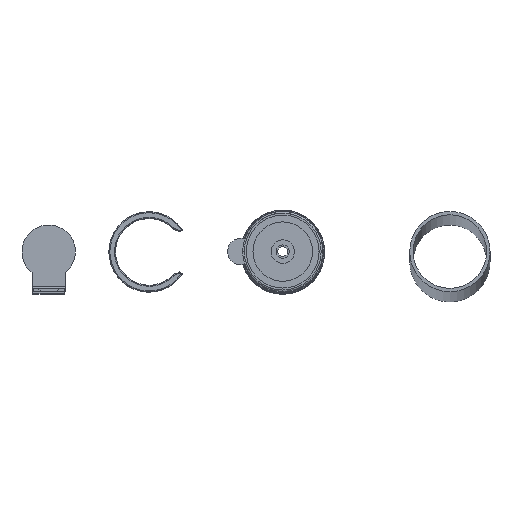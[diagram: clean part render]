
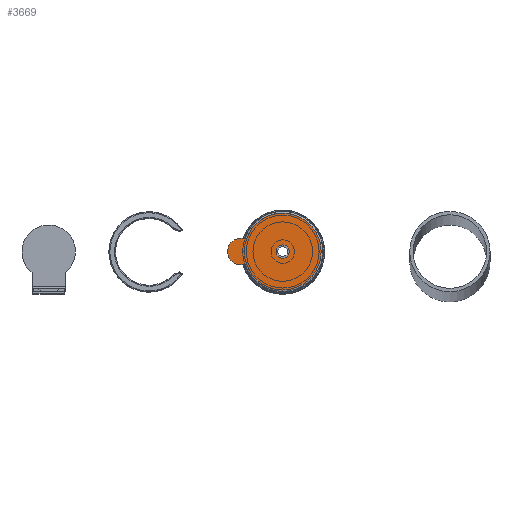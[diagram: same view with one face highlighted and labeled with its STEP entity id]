
A CAD part, top view. The second image highlights one B-rep face of the part: STEP entity #3669.
In plain terms, the highlighted face is planar.
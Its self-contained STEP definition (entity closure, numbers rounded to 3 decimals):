
#115 = ORIENTED_EDGE ( 'NONE', *, *, #1722, .F. ) ;
#170 = AXIS2_PLACEMENT_3D ( 'NONE', #3280, #253, #174 ) ;
#174 = DIRECTION ( 'NONE',  ( 1., 0., 0. ) ) ;
#253 = DIRECTION ( 'NONE',  ( 0., 0., 1. ) ) ;
#346 = EDGE_CURVE ( 'NONE', #567, #2100, #5159, .T. ) ;
#394 = CARTESIAN_POINT ( 'NONE',  ( 4., -10.782, 0. ) ) ;
#503 = VERTEX_POINT ( 'NONE', #856 ) ;
#567 = VERTEX_POINT ( 'NONE', #833 ) ;
#574 = CARTESIAN_POINT ( 'NONE',  ( 4., -12.5, 0. ) ) ;
#665 = CARTESIAN_POINT ( 'NONE',  ( 0., -12.5, 0. ) ) ;
#833 = CARTESIAN_POINT ( 'NONE',  ( -4., -12.5, 0. ) ) ;
#840 = CARTESIAN_POINT ( 'NONE',  ( 11.5, 0., 0. ) ) ;
#856 = CARTESIAN_POINT ( 'NONE',  ( -2., 0., 0. ) ) ;
#874 = ORIENTED_EDGE ( 'NONE', *, *, #2615, .T. ) ;
#890 = AXIS2_PLACEMENT_3D ( 'NONE', #3351, #3435, #4658 ) ;
#999 = DIRECTION ( 'NONE',  ( 1., 0., 0. ) ) ;
#1061 = EDGE_LOOP ( 'NONE', ( #1954, #874 ) ) ;
#1062 = LINE ( 'NONE', #2821, #1079 ) ;
#1079 = VECTOR ( 'NONE', #3702, 1000. ) ;
#1091 = CIRCLE ( 'NONE', #2129, 11.5 ) ;
#1353 = FACE_BOUND ( 'NONE', #1061, .T. ) ;
#1453 = CARTESIAN_POINT ( 'NONE',  ( 0., 0., 0. ) ) ;
#1526 = CARTESIAN_POINT ( 'NONE',  ( -11.5, 0., 0. ) ) ;
#1561 = CARTESIAN_POINT ( 'NONE',  ( 0., 0., 0. ) ) ;
#1722 = EDGE_CURVE ( 'NONE', #2100, #5361, #1062, .T. ) ;
#1734 = VERTEX_POINT ( 'NONE', #5568 ) ;
#1776 = CARTESIAN_POINT ( 'NONE',  ( -4., -10.782, 0. ) ) ;
#1902 = ORIENTED_EDGE ( 'NONE', *, *, #4014, .F. ) ;
#1936 = CIRCLE ( 'NONE', #170, 11.5 ) ;
#1954 = ORIENTED_EDGE ( 'NONE', *, *, #5494, .T. ) ;
#2100 = VERTEX_POINT ( 'NONE', #574 ) ;
#2105 = ORIENTED_EDGE ( 'NONE', *, *, #3303, .F. ) ;
#2129 = AXIS2_PLACEMENT_3D ( 'NONE', #1561, #2955, #2445 ) ;
#2308 = ORIENTED_EDGE ( 'NONE', *, *, #346, .F. ) ;
#2342 = ORIENTED_EDGE ( 'NONE', *, *, #2994, .F. ) ;
#2445 = DIRECTION ( 'NONE',  ( 1., 0., 0. ) ) ;
#2615 = EDGE_CURVE ( 'NONE', #3537, #503, #5422, .T. ) ;
#2668 = AXIS2_PLACEMENT_3D ( 'NONE', #1453, #3713, #4569 ) ;
#2821 = CARTESIAN_POINT ( 'NONE',  ( 4., -10.782, 0. ) ) ;
#2853 = EDGE_LOOP ( 'NONE', ( #5561, #115, #2308, #2342, #2105, #1902 ) ) ;
#2898 = DIRECTION ( 'NONE',  ( 1., 0., 0. ) ) ;
#2899 = VERTEX_POINT ( 'NONE', #840 ) ;
#2905 = DIRECTION ( 'NONE',  ( 0., 0., 1. ) ) ;
#2955 = DIRECTION ( 'NONE',  ( 0., 0., 1. ) ) ;
#2994 = EDGE_CURVE ( 'NONE', #1734, #567, #5635, .T. ) ;
#3113 = DIRECTION ( 'NONE',  ( 0., 0., 1. ) ) ;
#3280 = CARTESIAN_POINT ( 'NONE',  ( 0., 0., 0. ) ) ;
#3303 = EDGE_CURVE ( 'NONE', #4018, #1734, #1091, .T. ) ;
#3351 = CARTESIAN_POINT ( 'NONE',  ( 0., 0., 0. ) ) ;
#3422 = AXIS2_PLACEMENT_3D ( 'NONE', #5014, #4164, #2898 ) ;
#3435 = DIRECTION ( 'NONE',  ( 0., 0., 1. ) ) ;
#3439 = EDGE_CURVE ( 'NONE', #5361, #2899, #1936, .T. ) ;
#3537 = VERTEX_POINT ( 'NONE', #4363 ) ;
#3578 = VECTOR ( 'NONE', #5200, 1000. ) ;
#3660 = PLANE ( 'NONE',  #5150 ) ;
#3669 = ADVANCED_FACE ( 'NONE', ( #4035, #1353 ), #3660, .F. ) ;
#3702 = DIRECTION ( 'NONE',  ( 0., 1., 0. ) ) ;
#3713 = DIRECTION ( 'NONE',  ( 0., 0., 1. ) ) ;
#4014 = EDGE_CURVE ( 'NONE', #2899, #4018, #5154, .T. ) ;
#4018 = VERTEX_POINT ( 'NONE', #1526 ) ;
#4035 = FACE_OUTER_BOUND ( 'NONE', #2853, .T. ) ;
#4158 = AXIS2_PLACEMENT_3D ( 'NONE', #665, #2905, #4651 ) ;
#4164 = DIRECTION ( 'NONE',  ( 0., 0., 1. ) ) ;
#4363 = CARTESIAN_POINT ( 'NONE',  ( 2., 0., 0. ) ) ;
#4569 = DIRECTION ( 'NONE',  ( 1., 0., 0. ) ) ;
#4651 = DIRECTION ( 'NONE',  ( 1., 0., 0. ) ) ;
#4658 = DIRECTION ( 'NONE',  ( 1., 0., 0. ) ) ;
#5014 = CARTESIAN_POINT ( 'NONE',  ( 0., 0., 0. ) ) ;
#5150 = AXIS2_PLACEMENT_3D ( 'NONE', #5331, #3113, #999 ) ;
#5154 = CIRCLE ( 'NONE', #3422, 11.5 ) ;
#5159 = CIRCLE ( 'NONE', #4158, 4. ) ;
#5200 = DIRECTION ( 'NONE',  ( 0., -1., 0. ) ) ;
#5331 = CARTESIAN_POINT ( 'NONE',  ( 0., 0., 0. ) ) ;
#5361 = VERTEX_POINT ( 'NONE', #394 ) ;
#5413 = CIRCLE ( 'NONE', #890, 2. ) ;
#5422 = CIRCLE ( 'NONE', #2668, 2. ) ;
#5494 = EDGE_CURVE ( 'NONE', #503, #3537, #5413, .T. ) ;
#5561 = ORIENTED_EDGE ( 'NONE', *, *, #3439, .F. ) ;
#5568 = CARTESIAN_POINT ( 'NONE',  ( -4., -10.782, 0. ) ) ;
#5635 = LINE ( 'NONE', #1776, #3578 ) ;
